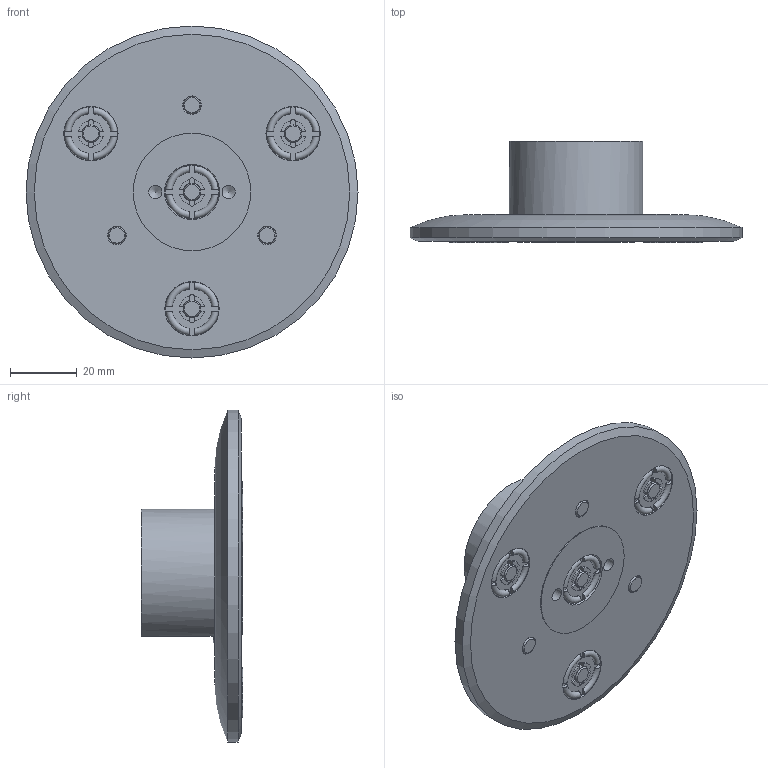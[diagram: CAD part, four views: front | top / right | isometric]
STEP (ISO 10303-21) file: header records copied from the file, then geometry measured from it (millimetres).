
FILE_DESCRIPTION(/* description */ ('STEP AP214'),/* implementation_level */ '2;1');
FILE_NAME(/* name */ '574566_OGGB-100-G18-2-Q',/* time_stamp */ '2024-09-13T10:21:02+02:00',/* author */ ('License CC BY-ND 4.0'),/* organization */ ('CADENAS'),/* preprocessor_version */ 'ST-DEVELOPER v19.3',/* originating_system */ 'PARTsolutions',/* authorisation */ ' ');
FILE_SCHEMA (('AUTOMOTIVE_DESIGN {1 0 10303 214 3 1 1}'));
Length unit declared in the file: millimetre
Products named in the file (3): 574566 OGGB-100-G18-2-Q; 574566 OGGB-100-G18-2-Q-P1; 116515 G1/8
Assembly tree (2 placements, depth 2):
  574566 OGGB-100-G18-2-Q
    574566 OGGB-100-G18-2-Q-P1
    116515 G1/8
Bounding box: 99.5 x 30.4 x 99.5 mm (x, y, z)
Volume: 81152.3 mm3; surface area: 21885.5 mm2
Topology: 2 solids, 2 shells, 244 faces, 566 edges, 366 vertices
Faces by surface type: plane 130, cylinder 52, cone 45, torus 17
Full cylindrical faces by diameter (mm): 1.7 x3, 4 x2, 4.134 x4, 5.2 x7, 8.566 x2, 9.728 x3, 16 x4, 35.2 x1, 40 x1, 99.5 x1
Entity records: 8528 total; most frequent: CARTESIAN_POINT 1416, DIRECTION 1136, ORIENTED_EDGE 996, EDGE_CURVE 498, AXIS2_PLACEMENT_3D 461, VERTEX_POINT 359, FACE_BOUND 345, EDGE_LOOP 342
